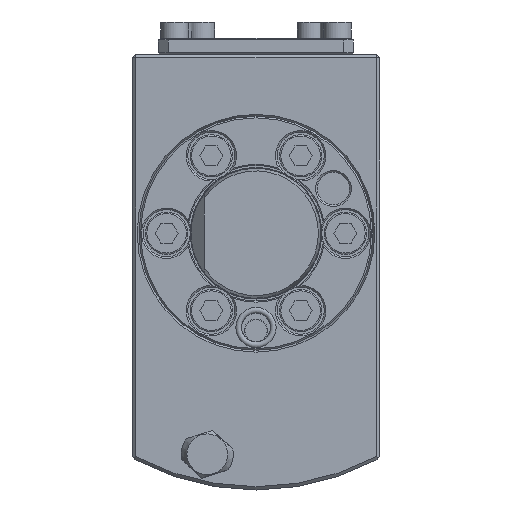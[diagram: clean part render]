
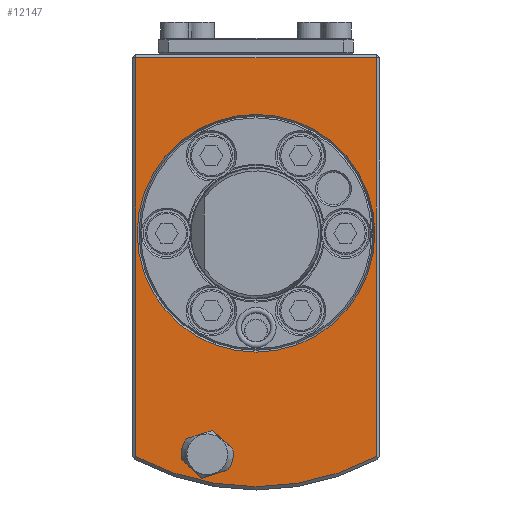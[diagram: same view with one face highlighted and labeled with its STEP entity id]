
A CAD part, left-side view. The second image highlights one B-rep face of the part: STEP entity #12147.
In plain terms, the highlighted planar face has unit normal (-1, 0, 0).
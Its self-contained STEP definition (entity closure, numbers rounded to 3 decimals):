
#49 = DIRECTION ( 'NONE',  ( 1., 0., 0. ) ) ;
#203 = CARTESIAN_POINT ( 'NONE',  ( 0., 16.616, -75.324 ) ) ;
#263 = VERTEX_POINT ( 'NONE', #1483 ) ;
#314 = DIRECTION ( 'NONE',  ( 0., 0.953, -0.303 ) ) ;
#535 = EDGE_CURVE ( 'NONE', #7095, #3762, #11102, .T. ) ;
#596 = CIRCLE ( 'NONE', #5190, 7.5 ) ;
#598 = VECTOR ( 'NONE', #1322, 1000. ) ;
#691 = VECTOR ( 'NONE', #2123, 1000. ) ;
#695 = CARTESIAN_POINT ( 'NONE',  ( 0., 20.535, -62.939 ) ) ;
#787 = ORIENTED_EDGE ( 'NONE', *, *, #10531, .T. ) ;
#1022 = CARTESIAN_POINT ( 'NONE',  ( 0., 22.145, -70.281 ) ) ;
#1068 = AXIS2_PLACEMENT_3D ( 'NONE', #7642, #5734, #9743 ) ;
#1183 = EDGE_CURVE ( 'NONE', #4236, #10682, #12264, .T. ) ;
#1322 = DIRECTION ( 'NONE',  ( 0., -0.739, -0.674 ) ) ;
#1466 = DIRECTION ( 'NONE',  ( 0., 0., 1. ) ) ;
#1483 = CARTESIAN_POINT ( 'NONE',  ( 0., 37., -68.666 ) ) ;
#1737 = VERTEX_POINT ( 'NONE', #695 ) ;
#1747 = FACE_BOUND ( 'NONE', #5031, .T. ) ;
#1779 = CARTESIAN_POINT ( 'NONE',  ( 0., 7.855, -65.719 ) ) ;
#1969 = EDGE_CURVE ( 'NONE', #4897, #6919, #12588, .T. ) ;
#1987 = LINE ( 'NONE', #6820, #11734 ) ;
#2123 = DIRECTION ( 'NONE',  ( 0., 1., 0. ) ) ;
#2269 = LINE ( 'NONE', #8097, #6348 ) ;
#2489 = CARTESIAN_POINT ( 'NONE',  ( 0., 15., -68. ) ) ;
#2603 = PLANE ( 'NONE',  #1068 ) ;
#2729 = DIRECTION ( 'NONE',  ( 1., 0., 0. ) ) ;
#3053 = CARTESIAN_POINT ( 'NONE',  ( 0., 15., -68. ) ) ;
#3217 = VERTEX_POINT ( 'NONE', #11194 ) ;
#3357 = DIRECTION ( 'NONE',  ( -1., 0., 0. ) ) ;
#3512 = EDGE_CURVE ( 'NONE', #263, #10763, #5178, .T. ) ;
#3701 = FACE_OUTER_BOUND ( 'NONE', #5721, .T. ) ;
#3762 = VERTEX_POINT ( 'NONE', #4896 ) ;
#3881 = CARTESIAN_POINT ( 'NONE',  ( 0., -37., 54. ) ) ;
#3893 = AXIS2_PLACEMENT_3D ( 'NONE', #10369, #3357, #11414 ) ;
#3899 = CARTESIAN_POINT ( 'NONE',  ( 0., 15., -68. ) ) ;
#3968 = EDGE_CURVE ( 'NONE', #10763, #7095, #5546, .T. ) ;
#4099 = EDGE_CURVE ( 'NONE', #4236, #1737, #7459, .T. ) ;
#4181 = VERTEX_POINT ( 'NONE', #7896 ) ;
#4236 = VERTEX_POINT ( 'NONE', #1022 ) ;
#4255 = CARTESIAN_POINT ( 'NONE',  ( 0., -37., -68.666 ) ) ;
#4286 = DIRECTION ( 'NONE',  ( 0., -0.977, -0.214 ) ) ;
#4388 = CARTESIAN_POINT ( 'NONE',  ( 0., 13.384, -60.676 ) ) ;
#4413 = CARTESIAN_POINT ( 'NONE',  ( 0., 15., -68. ) ) ;
#4522 = EDGE_LOOP ( 'NONE', ( #9763, #7861, #4710, #12212, #11224, #11633, #10331, #9746 ) ) ;
#4671 = DIRECTION ( 'NONE',  ( 0., -0.953, 0.303 ) ) ;
#4710 = ORIENTED_EDGE ( 'NONE', *, *, #4099, .T. ) ;
#4896 = CARTESIAN_POINT ( 'NONE',  ( 0., 37., 54. ) ) ;
#4897 = VERTEX_POINT ( 'NONE', #1779 ) ;
#5031 = EDGE_LOOP ( 'NONE', ( #5221 ) ) ;
#5178 = CIRCLE ( 'NONE', #3893, 78. ) ;
#5190 = AXIS2_PLACEMENT_3D ( 'NONE', #2489, #5495, #9499 ) ;
#5221 = ORIENTED_EDGE ( 'NONE', *, *, #11259, .T. ) ;
#5339 = CARTESIAN_POINT ( 'NONE',  ( 0., 9.465, -73.061 ) ) ;
#5465 = EDGE_CURVE ( 'NONE', #4181, #1737, #2269, .T. ) ;
#5495 = DIRECTION ( 'NONE',  ( 1., 0., 0. ) ) ;
#5546 = LINE ( 'NONE', #12381, #10400 ) ;
#5721 = EDGE_LOOP ( 'NONE', ( #10084, #12610, #787, #10423 ) ) ;
#5734 = DIRECTION ( 'NONE',  ( -1., 0., 0. ) ) ;
#6087 = VERTEX_POINT ( 'NONE', #4388 ) ;
#6177 = DIRECTION ( 'NONE',  ( 0., 0., -1. ) ) ;
#6220 = CIRCLE ( 'NONE', #7260, 7.5 ) ;
#6255 = DIRECTION ( 'NONE',  ( 1., 0., 0. ) ) ;
#6302 = CARTESIAN_POINT ( 'NONE',  ( 0., 27.698, -65.216 ) ) ;
#6348 = VECTOR ( 'NONE', #314, 1000. ) ;
#6797 = CARTESIAN_POINT ( 'NONE',  ( 0., 0., 36.577 ) ) ;
#6820 = CARTESIAN_POINT ( 'NONE',  ( 0., 2.302, -70.784 ) ) ;
#6919 = VERTEX_POINT ( 'NONE', #5339 ) ;
#6979 = DIRECTION ( 'NONE',  ( 0., -0.977, -0.214 ) ) ;
#7095 = VERTEX_POINT ( 'NONE', #3881 ) ;
#7260 = AXIS2_PLACEMENT_3D ( 'NONE', #3053, #49, #8886 ) ;
#7459 = CIRCLE ( 'NONE', #9131, 7.5 ) ;
#7576 = FACE_BOUND ( 'NONE', #4522, .T. ) ;
#7642 = CARTESIAN_POINT ( 'NONE',  ( 0., -41., 55. ) ) ;
#7861 = ORIENTED_EDGE ( 'NONE', *, *, #1183, .F. ) ;
#7896 = CARTESIAN_POINT ( 'NONE',  ( 0., 13.403, -60.672 ) ) ;
#7948 = EDGE_CURVE ( 'NONE', #3217, #6919, #8731, .T. ) ;
#8003 = DIRECTION ( 'NONE',  ( 0., 0.739, 0.674 ) ) ;
#8021 = CARTESIAN_POINT ( 'NONE',  ( 0., -41., 54. ) ) ;
#8097 = CARTESIAN_POINT ( 'NONE',  ( 0., 13.393, -60.669 ) ) ;
#8205 = CARTESIAN_POINT ( 'NONE',  ( 0., 37., -69.26 ) ) ;
#8727 = EDGE_CURVE ( 'NONE', #3217, #10682, #6220, .T. ) ;
#8731 = LINE ( 'NONE', #11561, #12492 ) ;
#8770 = VERTEX_POINT ( 'NONE', #6797 ) ;
#8786 = AXIS2_PLACEMENT_3D ( 'NONE', #10384, #6255, #1466 ) ;
#8886 = DIRECTION ( 'NONE',  ( 0., -0.977, -0.214 ) ) ;
#8975 = VECTOR ( 'NONE', #6177, 1000. ) ;
#9131 = AXIS2_PLACEMENT_3D ( 'NONE', #3899, #2729, #6979 ) ;
#9263 = DIRECTION ( 'NONE',  ( 1., 0., 0. ) ) ;
#9499 = DIRECTION ( 'NONE',  ( 0., -0.977, -0.214 ) ) ;
#9619 = DIRECTION ( 'NONE',  ( 0., 0., 1. ) ) ;
#9743 = DIRECTION ( 'NONE',  ( 0., 0., 1. ) ) ;
#9746 = ORIENTED_EDGE ( 'NONE', *, *, #7948, .F. ) ;
#9763 = ORIENTED_EDGE ( 'NONE', *, *, #8727, .T. ) ;
#9918 = EDGE_CURVE ( 'NONE', #4181, #6087, #596, .T. ) ;
#10084 = ORIENTED_EDGE ( 'NONE', *, *, #3968, .T. ) ;
#10331 = ORIENTED_EDGE ( 'NONE', *, *, #1969, .T. ) ;
#10369 = CARTESIAN_POINT ( 'NONE',  ( 0., 0., 0. ) ) ;
#10384 = CARTESIAN_POINT ( 'NONE',  ( 0., 0., 0. ) ) ;
#10400 = VECTOR ( 'NONE', #9619, 1000. ) ;
#10423 = ORIENTED_EDGE ( 'NONE', *, *, #3512, .T. ) ;
#10531 = EDGE_CURVE ( 'NONE', #3762, #263, #11225, .T. ) ;
#10682 = VERTEX_POINT ( 'NONE', #203 ) ;
#10763 = VERTEX_POINT ( 'NONE', #4255 ) ;
#11098 = CIRCLE ( 'NONE', #8786, 36.577 ) ;
#11102 = LINE ( 'NONE', #8021, #691 ) ;
#11194 = CARTESIAN_POINT ( 'NONE',  ( 0., 16.597, -75.328 ) ) ;
#11224 = ORIENTED_EDGE ( 'NONE', *, *, #9918, .T. ) ;
#11225 = LINE ( 'NONE', #8205, #8975 ) ;
#11259 = EDGE_CURVE ( 'NONE', #8770, #8770, #11098, .T. ) ;
#11414 = DIRECTION ( 'NONE',  ( 0., 0., 1. ) ) ;
#11538 = EDGE_CURVE ( 'NONE', #4897, #6087, #1987, .T. ) ;
#11561 = CARTESIAN_POINT ( 'NONE',  ( 0., 16.607, -75.331 ) ) ;
#11633 = ORIENTED_EDGE ( 'NONE', *, *, #11538, .F. ) ;
#11734 = VECTOR ( 'NONE', #8003, 1000. ) ;
#12147 = ADVANCED_FACE ( 'NONE', ( #7576, #3701, #1747 ), #2603, .T. ) ;
#12163 = AXIS2_PLACEMENT_3D ( 'NONE', #4413, #9263, #4286 ) ;
#12212 = ORIENTED_EDGE ( 'NONE', *, *, #5465, .F. ) ;
#12264 = LINE ( 'NONE', #6302, #598 ) ;
#12381 = CARTESIAN_POINT ( 'NONE',  ( 0., -37., 55. ) ) ;
#12492 = VECTOR ( 'NONE', #4671, 1000. ) ;
#12588 = CIRCLE ( 'NONE', #12163, 7.5 ) ;
#12610 = ORIENTED_EDGE ( 'NONE', *, *, #535, .T. ) ;
